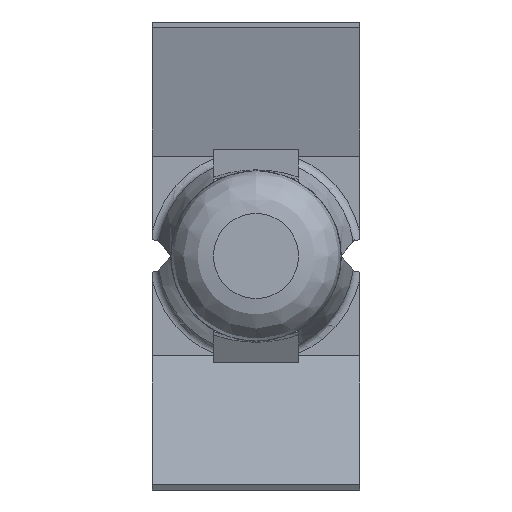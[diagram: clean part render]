
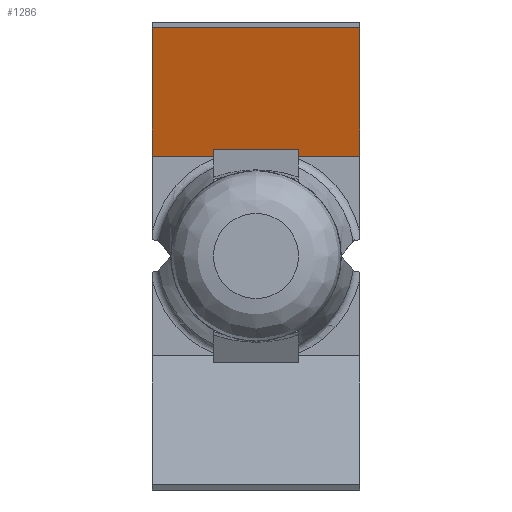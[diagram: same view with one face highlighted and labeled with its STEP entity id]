
A CAD part, front view. The second image highlights one B-rep face of the part: STEP entity #1286.
In plain terms, the highlighted planar face has unit normal (0, -0.966, -0.259).
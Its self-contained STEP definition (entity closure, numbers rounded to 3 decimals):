
#39=PLANE('',#1399);
#74=LINE('',#1974,#154);
#75=LINE('',#2027,#155);
#114=LINE('',#2719,#194);
#115=LINE('',#2722,#195);
#121=LINE('',#2734,#201);
#122=LINE('',#2736,#202);
#123=LINE('',#2737,#203);
#154=VECTOR('',#1478,0.87);
#155=VECTOR('',#1485,0.87);
#194=VECTOR('',#1652,1.57);
#195=VECTOR('',#1655,1.57);
#201=VECTOR('',#1667,3.13);
#202=VECTOR('',#1668,4.88);
#203=VECTOR('',#1669,3.13);
#354=FACE_OUTER_BOUND('',#433,.T.);
#433=EDGE_LOOP('',(#1069,#1070,#1071,#1072,#1073,#1074,#1075));
#499=VERTEX_POINT('',#1730);
#546=VERTEX_POINT('',#1937);
#548=VERTEX_POINT('',#1987);
#590=VERTEX_POINT('',#2717);
#591=VERTEX_POINT('',#2721);
#594=VERTEX_POINT('',#2733);
#595=VERTEX_POINT('',#2735);
#662=EDGE_CURVE('',#499,#546,#74,.T.);
#667=EDGE_CURVE('',#548,#499,#75,.T.);
#755=EDGE_CURVE('',#546,#590,#114,.T.);
#756=EDGE_CURVE('',#591,#548,#115,.T.);
#762=EDGE_CURVE('',#594,#590,#121,.T.);
#763=EDGE_CURVE('',#595,#594,#122,.T.);
#764=EDGE_CURVE('',#591,#595,#123,.T.);
#1069=ORIENTED_EDGE('',*,*,#756,.T.);
#1070=ORIENTED_EDGE('',*,*,#667,.T.);
#1071=ORIENTED_EDGE('',*,*,#662,.T.);
#1072=ORIENTED_EDGE('',*,*,#755,.T.);
#1073=ORIENTED_EDGE('',*,*,#762,.F.);
#1074=ORIENTED_EDGE('',*,*,#763,.F.);
#1075=ORIENTED_EDGE('',*,*,#764,.F.);
#1286=ADVANCED_FACE('',(#354),#39,.T.);
#1399=AXIS2_PLACEMENT_3D('',#2732,#1665,#1666);
#1478=DIRECTION('',(1.,0.,0.));
#1485=DIRECTION('',(1.,0.,0.));
#1652=DIRECTION('',(1.,0.,0.));
#1655=DIRECTION('',(1.,0.,0.));
#1665=DIRECTION('center_axis',(0.,-0.966,-0.259));
#1666=DIRECTION('ref_axis',(0.,0.259,-0.966));
#1667=DIRECTION('',(0.,0.259,-0.966));
#1668=DIRECTION('',(1.,0.,0.));
#1669=DIRECTION('',(0.,-0.259,0.966));
#1730=CARTESIAN_POINT('',(0.,21.389,2.347));
#1937=CARTESIAN_POINT('',(0.87,21.389,2.347));
#1974=CARTESIAN_POINT('',(1.22,21.389,2.347));
#1987=CARTESIAN_POINT('',(-0.87,21.389,2.347));
#2027=CARTESIAN_POINT('',(1.22,21.389,2.347));
#2717=CARTESIAN_POINT('',(2.44,21.389,2.347));
#2719=CARTESIAN_POINT('',(1.22,21.389,2.347));
#2721=CARTESIAN_POINT('',(-2.44,21.389,2.347));
#2722=CARTESIAN_POINT('',(1.22,21.389,2.347));
#2732=CARTESIAN_POINT('Origin',(0.,21.482,2.));
#2733=CARTESIAN_POINT('',(2.44,20.579,5.371));
#2734=CARTESIAN_POINT('',(2.44,20.579,5.371));
#2735=CARTESIAN_POINT('',(-2.44,20.579,5.371));
#2736=CARTESIAN_POINT('',(0.,20.579,5.371));
#2737=CARTESIAN_POINT('',(-2.44,21.482,2.));
